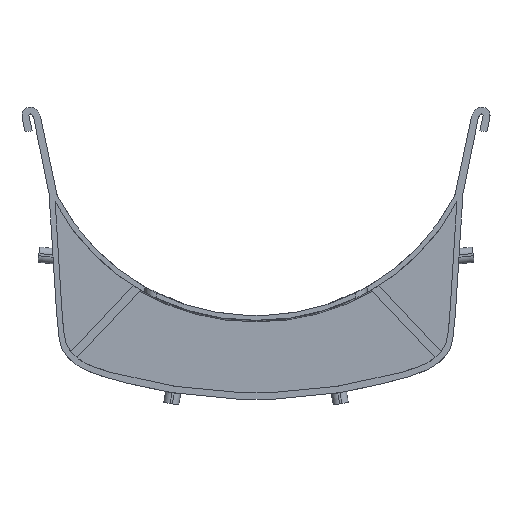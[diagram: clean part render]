
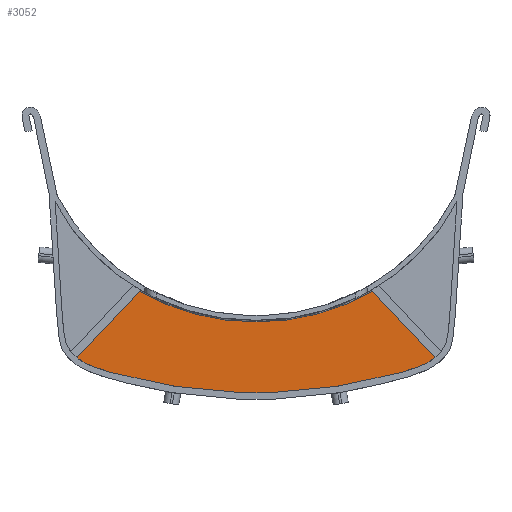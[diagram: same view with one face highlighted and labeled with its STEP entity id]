
A CAD part, top view. The second image highlights one B-rep face of the part: STEP entity #3052.
In plain terms, the highlighted planar face has unit normal (0, 0, 1).
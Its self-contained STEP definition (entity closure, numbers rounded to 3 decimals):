
#3 = VERTEX_POINT ( 'NONE', #1565 ) ;
#135 = VERTEX_POINT ( 'NONE', #2340 ) ;
#198 = CARTESIAN_POINT ( 'NONE',  ( -61.374, -90.788, 41.479 ) ) ;
#230 = CARTESIAN_POINT ( 'NONE',  ( -4.307, -73.983, 41.479 ) ) ;
#239 = LINE ( 'NONE', #2532, #2381 ) ;
#241 = B_SPLINE_CURVE_WITH_KNOTS ( 'NONE', 3,
 ( #791, #1180, #3131, #2759, #4081, #3110, #2133, #2415, #812, #1508, #1474, #1438, #3797, #4099 ),
 .UNSPECIFIED., .F., .F.,
 ( 4, 1, 1, 1, 1, 1, 1, 1, 1, 1, 1, 4 ),
 ( 0.092, 0.101, 0.115, 0.128, 0.142, 0.169, 0.196, 0.223, 0.25, 0.304, 0.331, 0.336 ),
 .UNSPECIFIED. ) ;
#283 = CARTESIAN_POINT ( 'NONE',  ( -51.612, -93.644, 41.479 ) ) ;
#304 = CARTESIAN_POINT ( 'NONE',  ( -12.982, -99.382, 41.479 ) ) ;
#326 = AXIS2_PLACEMENT_3D ( 'NONE', #4217, #3186, #3166 ) ;
#425 = CARTESIAN_POINT ( 'NONE',  ( -3.401, 7.669, 41.479 ) ) ;
#526 = CARTESIAN_POINT ( 'NONE',  ( -68.329, -87.369, 41.479 ) ) ;
#572 = CARTESIAN_POINT ( 'NONE',  ( 6.894, -6.488, 41.479 ) ) ;
#675 = CARTESIAN_POINT ( 'NONE',  ( -68.834, -86.958, 41.479 ) ) ;
#713 = VERTEX_POINT ( 'NONE', #230 ) ;
#791 = CARTESIAN_POINT ( 'NONE',  ( 60.22, -86.958, 41.479 ) ) ;
#812 = CARTESIAN_POINT ( 'NONE',  ( 29.641, -96.507, 41.479 ) ) ;
#853 = ORIENTED_EDGE ( 'NONE', *, *, #3321, .F. ) ;
#873 = ORIENTED_EDGE ( 'NONE', *, *, #3814, .F. ) ;
#971 = AXIS2_PLACEMENT_3D ( 'NONE', #425, #2710, #1515 ) ;
#1180 = CARTESIAN_POINT ( 'NONE',  ( 59.715, -87.369, 41.479 ) ) ;
#1308 = EDGE_CURVE ( 'NONE', #3918, #1832, #239, .T. ) ;
#1311 = CARTESIAN_POINT ( 'NONE',  ( -29.298, -98.011, 41.479 ) ) ;
#1419 = ORIENTED_EDGE ( 'NONE', *, *, #3552, .T. ) ;
#1438 = CARTESIAN_POINT ( 'NONE',  ( 4.368, -99.382, 41.479 ) ) ;
#1474 = CARTESIAN_POINT ( 'NONE',  ( 11.644, -98.972, 41.479 ) ) ;
#1508 = CARTESIAN_POINT ( 'NONE',  ( 20.683, -98.011, 41.479 ) ) ;
#1515 = DIRECTION ( 'NONE',  ( -1., 0., 0. ) ) ;
#1558 = VECTOR ( 'NONE', #3789, 1000. ) ;
#1565 = CARTESIAN_POINT ( 'NONE',  ( 1.182, -99.503, 41.479 ) ) ;
#1592 = VERTEX_POINT ( 'NONE', #3079 ) ;
#1607 = FACE_OUTER_BOUND ( 'NONE', #2285, .T. ) ;
#1716 = CARTESIAN_POINT ( 'NONE',  ( 37.616, -62.939, 41.479 ) ) ;
#1753 = CIRCLE ( 'NONE', #326, 81.657 ) ;
#1796 = EDGE_CURVE ( 'NONE', #3517, #135, #2048, .T. ) ;
#1814 = CARTESIAN_POINT ( 'NONE',  ( -66.967, -88.339, 41.479 ) ) ;
#1832 = VERTEX_POINT ( 'NONE', #1716 ) ;
#1880 = VECTOR ( 'NONE', #3832, 1000. ) ;
#1925 = CARTESIAN_POINT ( 'NONE',  ( -10.254, -99.486, 41.479 ) ) ;
#2048 = B_SPLINE_CURVE_WITH_KNOTS ( 'NONE', 3,
 ( #3463, #526, #1814, #3140, #198, #2808, #283, #3606, #2986, #1311, #2963, #304, #1925, #2228 ),
 .UNSPECIFIED., .F., .F.,
 ( 4, 1, 1, 1, 1, 1, 1, 1, 1, 1, 1, 4 ),
 ( 0.092, 0.101, 0.115, 0.128, 0.142, 0.169, 0.196, 0.223, 0.25, 0.304, 0.331, 0.336 ),
 .UNSPECIFIED. ) ;
#2133 = CARTESIAN_POINT ( 'NONE',  ( 42.998, -93.644, 41.479 ) ) ;
#2228 = CARTESIAN_POINT ( 'NONE',  ( -9.797, -99.503, 41.479 ) ) ;
#2285 = EDGE_LOOP ( 'NONE', ( #3288, #1419, #3212, #4115, #3883, #853, #873 ) ) ;
#2340 = CARTESIAN_POINT ( 'NONE',  ( -9.797, -99.503, 41.479 ) ) ;
#2381 = VECTOR ( 'NONE', #4113, 1000. ) ;
#2415 = CARTESIAN_POINT ( 'NONE',  ( 36.341, -95.143, 41.479 ) ) ;
#2479 = CIRCLE ( 'NONE', #971, 81.657 ) ;
#2532 = CARTESIAN_POINT ( 'NONE',  ( -15.509, -6.488, 41.479 ) ) ;
#2583 = EDGE_CURVE ( 'NONE', #3517, #1592, #4194, .T. ) ;
#2710 = DIRECTION ( 'NONE',  ( 0., 0., -1. ) ) ;
#2713 = LINE ( 'NONE', #2732, #1558 ) ;
#2732 = CARTESIAN_POINT ( 'NONE',  ( 0., -99.503, 41.479 ) ) ;
#2759 = CARTESIAN_POINT ( 'NONE',  ( 55.881, -89.613, 41.479 ) ) ;
#2808 = CARTESIAN_POINT ( 'NONE',  ( -57.046, -92.185, 41.479 ) ) ;
#2848 = AXIS2_PLACEMENT_3D ( 'NONE', #4011, #3615, #3345 ) ;
#2959 = EDGE_CURVE ( 'NONE', #713, #1592, #1753, .T. ) ;
#2963 = CARTESIAN_POINT ( 'NONE',  ( -20.259, -98.972, 41.479 ) ) ;
#2986 = CARTESIAN_POINT ( 'NONE',  ( -38.256, -96.507, 41.479 ) ) ;
#3018 = PLANE ( 'NONE',  #2848 ) ;
#3052 = ADVANCED_FACE ( 'NONE', ( #1607 ), #3018, .F. ) ;
#3079 = CARTESIAN_POINT ( 'NONE',  ( -46.23, -62.939, 41.479 ) ) ;
#3110 = CARTESIAN_POINT ( 'NONE',  ( 48.431, -92.185, 41.479 ) ) ;
#3131 = CARTESIAN_POINT ( 'NONE',  ( 58.353, -88.339, 41.479 ) ) ;
#3140 = CARTESIAN_POINT ( 'NONE',  ( -64.495, -89.613, 41.479 ) ) ;
#3166 = DIRECTION ( 'NONE',  ( -1., 0., 0. ) ) ;
#3186 = DIRECTION ( 'NONE',  ( 0., 0., -1. ) ) ;
#3192 = CARTESIAN_POINT ( 'NONE',  ( 60.22, -86.958, 41.479 ) ) ;
#3212 = ORIENTED_EDGE ( 'NONE', *, *, #2959, .T. ) ;
#3288 = ORIENTED_EDGE ( 'NONE', *, *, #1308, .T. ) ;
#3321 = EDGE_CURVE ( 'NONE', #3, #135, #2713, .T. ) ;
#3345 = DIRECTION ( 'NONE',  ( -1., 0., 0. ) ) ;
#3463 = CARTESIAN_POINT ( 'NONE',  ( -68.834, -86.958, 41.479 ) ) ;
#3517 = VERTEX_POINT ( 'NONE', #675 ) ;
#3552 = EDGE_CURVE ( 'NONE', #1832, #713, #2479, .T. ) ;
#3606 = CARTESIAN_POINT ( 'NONE',  ( -44.955, -95.143, 41.479 ) ) ;
#3615 = DIRECTION ( 'NONE',  ( 0., 0., -1. ) ) ;
#3789 = DIRECTION ( 'NONE',  ( -1., 0., 0. ) ) ;
#3797 = CARTESIAN_POINT ( 'NONE',  ( 1.639, -99.486, 41.479 ) ) ;
#3814 = EDGE_CURVE ( 'NONE', #3918, #3, #241, .T. ) ;
#3832 = DIRECTION ( 'NONE',  ( 0.685, 0.728, 0. ) ) ;
#3883 = ORIENTED_EDGE ( 'NONE', *, *, #1796, .T. ) ;
#3918 = VERTEX_POINT ( 'NONE', #3192 ) ;
#4011 = CARTESIAN_POINT ( 'NONE',  ( 0., 0., 41.479 ) ) ;
#4081 = CARTESIAN_POINT ( 'NONE',  ( 52.76, -90.788, 41.479 ) ) ;
#4099 = CARTESIAN_POINT ( 'NONE',  ( 1.182, -99.503, 41.479 ) ) ;
#4113 = DIRECTION ( 'NONE',  ( -0.685, 0.728, 0. ) ) ;
#4115 = ORIENTED_EDGE ( 'NONE', *, *, #2583, .F. ) ;
#4194 = LINE ( 'NONE', #572, #1880 ) ;
#4217 = CARTESIAN_POINT ( 'NONE',  ( -5.214, 7.669, 41.479 ) ) ;
